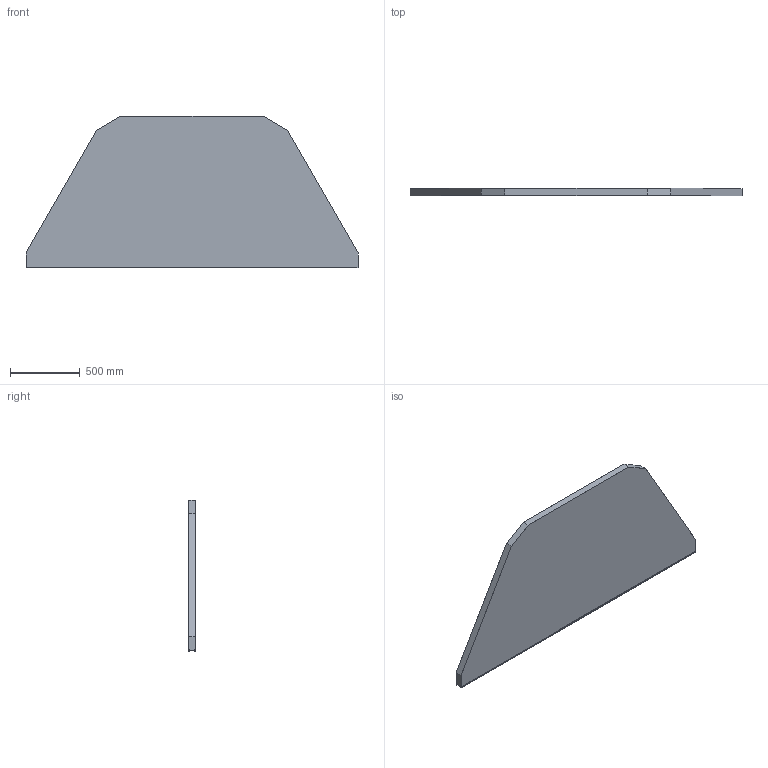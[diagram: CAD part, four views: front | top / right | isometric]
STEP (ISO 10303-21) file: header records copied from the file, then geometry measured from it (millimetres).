
FILE_DESCRIPTION (( 'STEP AP203' ), '1' );
FILE_NAME ('TMP-0010-LDB_REV_C.step', '2025-08-17T05:09:10', ( '' ), ( '' ), 'SwSTEP 2.0', 'SolidWorks 2024', '' );
FILE_SCHEMA (( 'CONFIG_CONTROL_DESIGN' ));
Length unit declared in the file: millimetre
Products named in the file (1): TMP-0010-LDB_REV_C
Bounding box: 2380 x 50 x 1089 mm (x, y, z)
Volume: 100089311 mm3; surface area: 12673100.1 mm2
Topology: 3 solids, 3 shells, 66 faces, 180 edges, 120 vertices
Faces by surface type: plane 50, cylinder 16
Entity records: 2149 total; most frequent: CARTESIAN_POINT 367, ORIENTED_EDGE 360, DIRECTION 346, EDGE_CURVE 180, LINE 148, VECTOR 148, VERTEX_POINT 120, AXIS2_PLACEMENT_3D 99
